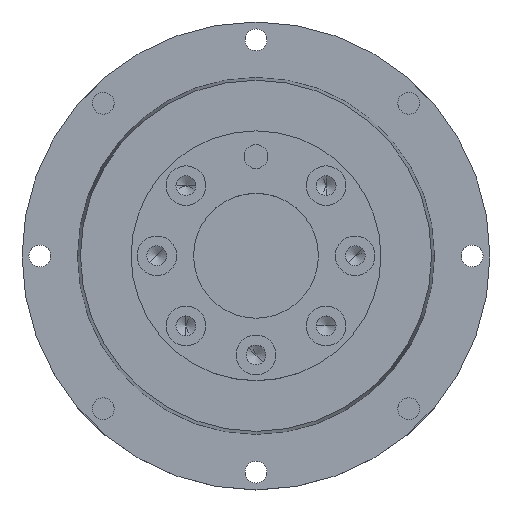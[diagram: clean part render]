
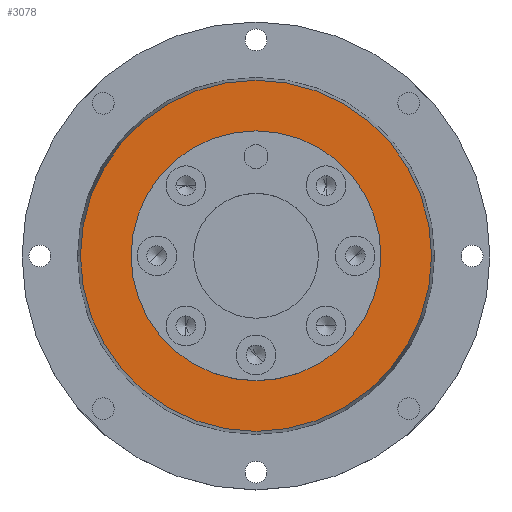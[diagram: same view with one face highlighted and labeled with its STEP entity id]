
A CAD part, top view. The second image highlights one B-rep face of the part: STEP entity #3078.
In plain terms, the highlighted planar face has unit normal (0, 0, 1).
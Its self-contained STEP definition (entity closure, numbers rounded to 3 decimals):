
#164 = CARTESIAN_POINT ( 'NONE',  ( 0., 0., 85.5 ) ) ;
#179 = DIRECTION ( 'NONE',  ( 1., 0., 0. ) ) ;
#346 = CARTESIAN_POINT ( 'NONE',  ( 44.266, 0., 85.5 ) ) ;
#436 = AXIS2_PLACEMENT_3D ( 'NONE', #5857, #4665, #2688 ) ;
#448 = VERTEX_POINT ( 'NONE', #4107 ) ;
#552 = DIRECTION ( 'NONE',  ( 0., 0., 1. ) ) ;
#940 = CARTESIAN_POINT ( 'NONE',  ( 0., 0., 85.5 ) ) ;
#1381 = EDGE_CURVE ( 'NONE', #448, #6086, #9328, .T. ) ;
#1461 = ORIENTED_EDGE ( 'NONE', *, *, #3546, .F. ) ;
#1599 = EDGE_LOOP ( 'NONE', ( #8509, #6644 ) ) ;
#1625 = ORIENTED_EDGE ( 'NONE', *, *, #1381, .F. ) ;
#1671 = CARTESIAN_POINT ( 'NONE',  ( -44.266, 0., 85.5 ) ) ;
#1928 = DIRECTION ( 'NONE',  ( -1., 0., 0. ) ) ;
#2195 = DIRECTION ( 'NONE',  ( 0., 0., -1. ) ) ;
#2207 = PLANE ( 'NONE',  #9168 ) ;
#2392 = CARTESIAN_POINT ( 'NONE',  ( 0., 44.266, 85.5 ) ) ;
#2688 = DIRECTION ( 'NONE',  ( 1., 0., 0. ) ) ;
#2775 = EDGE_CURVE ( 'NONE', #6494, #5059, #3701, .T. ) ;
#3078 = ADVANCED_FACE ( 'NONE', ( #5644, #9379 ), #2207, .F. ) ;
#3546 = EDGE_CURVE ( 'NONE', #6086, #448, #4286, .T. ) ;
#3701 = CIRCLE ( 'NONE', #4279, 44.266 ) ;
#4107 = CARTESIAN_POINT ( 'NONE',  ( 31.5, 0., 85.5 ) ) ;
#4279 = AXIS2_PLACEMENT_3D ( 'NONE', #4829, #4886, #4875 ) ;
#4286 = CIRCLE ( 'NONE', #7343, 31.5 ) ;
#4665 = DIRECTION ( 'NONE',  ( 0., 0., 1. ) ) ;
#4829 = CARTESIAN_POINT ( 'NONE',  ( 0., 0., 85.5 ) ) ;
#4875 = DIRECTION ( 'NONE',  ( 1., 0., 0. ) ) ;
#4886 = DIRECTION ( 'NONE',  ( 0., 0., 1. ) ) ;
#5059 = VERTEX_POINT ( 'NONE', #1671 ) ;
#5207 = CARTESIAN_POINT ( 'NONE',  ( -31.5, 0., 85.5 ) ) ;
#5638 = EDGE_CURVE ( 'NONE', #5059, #6494, #7840, .T. ) ;
#5644 = FACE_BOUND ( 'NONE', #6541, .T. ) ;
#5857 = CARTESIAN_POINT ( 'NONE',  ( 0., 0., 85.5 ) ) ;
#6086 = VERTEX_POINT ( 'NONE', #5207 ) ;
#6494 = VERTEX_POINT ( 'NONE', #346 ) ;
#6541 = EDGE_LOOP ( 'NONE', ( #1625, #1461 ) ) ;
#6644 = ORIENTED_EDGE ( 'NONE', *, *, #2775, .T. ) ;
#7343 = AXIS2_PLACEMENT_3D ( 'NONE', #164, #552, #179 ) ;
#7840 = CIRCLE ( 'NONE', #8063, 44.266 ) ;
#8063 = AXIS2_PLACEMENT_3D ( 'NONE', #940, #9528, #8267 ) ;
#8267 = DIRECTION ( 'NONE',  ( 1., 0., 0. ) ) ;
#8509 = ORIENTED_EDGE ( 'NONE', *, *, #5638, .T. ) ;
#9168 = AXIS2_PLACEMENT_3D ( 'NONE', #2392, #2195, #1928 ) ;
#9328 = CIRCLE ( 'NONE', #436, 31.5 ) ;
#9379 = FACE_OUTER_BOUND ( 'NONE', #1599, .T. ) ;
#9528 = DIRECTION ( 'NONE',  ( 0., 0., 1. ) ) ;
